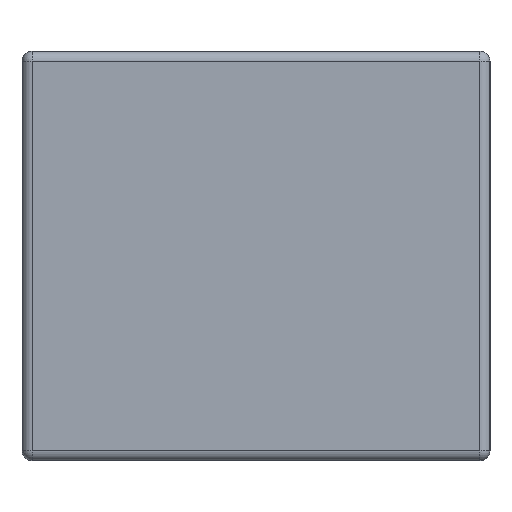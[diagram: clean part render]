
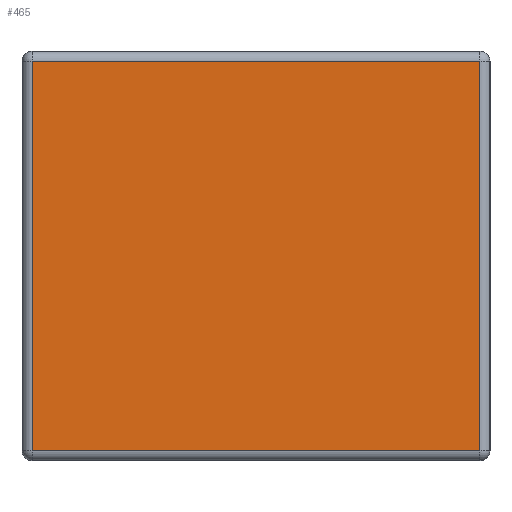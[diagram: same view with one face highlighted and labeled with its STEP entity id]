
A CAD part, left-side view. The second image highlights one B-rep face of the part: STEP entity #465.
In plain terms, the highlighted planar face has unit normal (-1, 0, 0).
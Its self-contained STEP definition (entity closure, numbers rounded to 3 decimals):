
#426 = CARTESIAN_POINT ( 'NONE',  ( -1.6, 0.765, 1.365 ) ) ;
#427 = VERTEX_POINT ( 'NONE', #426 ) ;
#428 = CARTESIAN_POINT ( 'NONE',  ( -1.6, 0.765, 0.035 ) ) ;
#429 = VERTEX_POINT ( 'NONE', #428 ) ;
#430 = CARTESIAN_POINT ( 'NONE',  ( -1.6, 0.765, 0. ) ) ;
#431 = DIRECTION ( 'NONE',  ( 0., 0., -1. ) ) ;
#432 = VECTOR ( 'NONE', #431, 1000. ) ;
#433 = LINE ( 'NONE', #430, #432 ) ;
#434 = EDGE_CURVE ( 'NONE', #427, #429, #433, .T. ) ;
#435 = ORIENTED_EDGE ( 'NONE', *, *, #434, .T. ) ;
#436 = CARTESIAN_POINT ( 'NONE',  ( -1.6, -0.765, 0.035 ) ) ;
#437 = VERTEX_POINT ( 'NONE', #436 ) ;
#438 = CARTESIAN_POINT ( 'NONE',  ( -1.6, 0.8, 0.035 ) ) ;
#439 = DIRECTION ( 'NONE',  ( 0., -1., 0. ) ) ;
#440 = VECTOR ( 'NONE', #439, 1000. ) ;
#441 = LINE ( 'NONE', #438, #440 ) ;
#442 = EDGE_CURVE ( 'NONE', #429, #437, #441, .T. ) ;
#443 = ORIENTED_EDGE ( 'NONE', *, *, #442, .T. ) ;
#444 = CARTESIAN_POINT ( 'NONE',  ( -1.6, -0.765, 1.365 ) ) ;
#445 = VERTEX_POINT ( 'NONE', #444 ) ;
#446 = CARTESIAN_POINT ( 'NONE',  ( -1.6, -0.765, 1.4 ) ) ;
#447 = DIRECTION ( 'NONE',  ( 0., 0., 1. ) ) ;
#448 = VECTOR ( 'NONE', #447, 1000. ) ;
#449 = LINE ( 'NONE', #446, #448 ) ;
#450 = EDGE_CURVE ( 'NONE', #437, #445, #449, .T. ) ;
#451 = ORIENTED_EDGE ( 'NONE', *, *, #450, .T. ) ;
#452 = CARTESIAN_POINT ( 'NONE',  ( -1.6, 0.8, 1.365 ) ) ;
#453 = DIRECTION ( 'NONE',  ( 0., 1., 0. ) ) ;
#454 = VECTOR ( 'NONE', #453, 1000. ) ;
#455 = LINE ( 'NONE', #452, #454 ) ;
#456 = EDGE_CURVE ( 'NONE', #445, #427, #455, .T. ) ;
#457 = ORIENTED_EDGE ( 'NONE', *, *, #456, .T. ) ;
#458 = EDGE_LOOP ( 'NONE', ( #435, #443, #451, #457 ) ) ;
#459 = FACE_OUTER_BOUND ( 'NONE', #458, .T. ) ;
#460 = CARTESIAN_POINT ( 'NONE',  ( -1.6, 0.8, 1.4 ) ) ;
#461 = DIRECTION ( 'NONE',  ( -1., 0., 0. ) ) ;
#462 = DIRECTION ( 'NONE',  ( 0., 0., -1. ) ) ;
#463 = AXIS2_PLACEMENT_3D ( 'NONE', #460, #461, #462 ) ;
#464 = PLANE ( 'NONE', #463 ) ;
#465 = ADVANCED_FACE ( 'NONE', ( #459 ), #464, .T. ) ;
